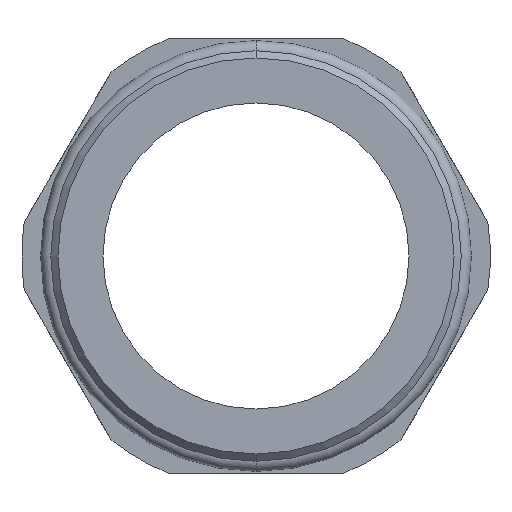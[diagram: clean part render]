
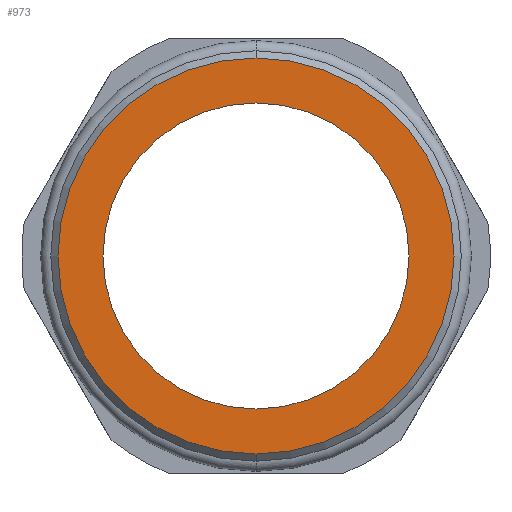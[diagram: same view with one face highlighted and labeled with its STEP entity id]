
A CAD part, front view. The second image highlights one B-rep face of the part: STEP entity #973.
In plain terms, the highlighted planar face has unit normal (0, -1, 0).
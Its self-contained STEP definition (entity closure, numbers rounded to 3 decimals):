
#72 = EDGE_LOOP ( 'NONE', ( #343, #345 ) ) ;
#73 = EDGE_LOOP ( 'NONE', ( #342, #347 ) ) ;
#249 = EDGE_CURVE ( 'NONE', #402, #401, #496, .T. ) ;
#253 = EDGE_CURVE ( 'NONE', #362, #404, #498, .T. ) ;
#269 = CARTESIAN_POINT ( 'NONE',  ( 0., -11., 0. ) ) ;
#270 = DIRECTION ( 'NONE',  ( 0., -1., 0. ) ) ;
#271 = DIRECTION ( 'NONE',  ( 0., 0., -1. ) ) ;
#272 = CARTESIAN_POINT ( 'NONE',  ( 0., -11., 0. ) ) ;
#273 = DIRECTION ( 'NONE',  ( 0., 1., 0. ) ) ;
#274 = DIRECTION ( 'NONE',  ( 0., 0., 1. ) ) ;
#325 = PLANE ( 'NONE',  #616 ) ;
#326 = CARTESIAN_POINT ( 'NONE',  ( -14.15, -11., 0. ) ) ;
#327 = DIRECTION ( 'NONE',  ( 0., -1., 0. ) ) ;
#328 = DIRECTION ( 'NONE',  ( 0., 0., -1. ) ) ;
#342 = ORIENTED_EDGE ( 'NONE', *, *, #956, .T. ) ;
#343 = ORIENTED_EDGE ( 'NONE', *, *, #955, .T. ) ;
#345 = ORIENTED_EDGE ( 'NONE', *, *, #249, .T. ) ;
#347 = ORIENTED_EDGE ( 'NONE', *, *, #253, .T. ) ;
#362 = VERTEX_POINT ( 'NONE', #548 ) ;
#401 = VERTEX_POINT ( 'NONE', #593 ) ;
#402 = VERTEX_POINT ( 'NONE', #594 ) ;
#404 = VERTEX_POINT ( 'NONE', #596 ) ;
#457 = CARTESIAN_POINT ( 'NONE',  ( 0., -11., 0. ) ) ;
#461 = DIRECTION ( 'NONE',  ( 0., -1., 0. ) ) ;
#462 = DIRECTION ( 'NONE',  ( 0., 0., -1. ) ) ;
#466 = CARTESIAN_POINT ( 'NONE',  ( 0., -11., 0. ) ) ;
#473 = DIRECTION ( 'NONE',  ( 0., 1., 0. ) ) ;
#474 = DIRECTION ( 'NONE',  ( 0., 0., 1. ) ) ;
#496 = CIRCLE ( 'NONE', #693, 13.65 ) ;
#498 = CIRCLE ( 'NONE', #686, 10.55 ) ;
#503 = CIRCLE ( 'NONE', #674, 13.65 ) ;
#504 = CIRCLE ( 'NONE', #681, 10.55 ) ;
#548 = CARTESIAN_POINT ( 'NONE',  ( 0., -11., -10.55 ) ) ;
#593 = CARTESIAN_POINT ( 'NONE',  ( 0., -11., 13.65 ) ) ;
#594 = CARTESIAN_POINT ( 'NONE',  ( 0., -11., -13.65 ) ) ;
#596 = CARTESIAN_POINT ( 'NONE',  ( 0., -11., 10.55 ) ) ;
#616 = AXIS2_PLACEMENT_3D ( 'NONE', #326, #327, #328 ) ;
#618 = FACE_BOUND ( 'NONE', #73, .T. ) ;
#623 = FACE_OUTER_BOUND ( 'NONE', #72, .T. ) ;
#674 = AXIS2_PLACEMENT_3D ( 'NONE', #269, #270, #271 ) ;
#681 = AXIS2_PLACEMENT_3D ( 'NONE', #272, #273, #274 ) ;
#686 = AXIS2_PLACEMENT_3D ( 'NONE', #466, #473, #474 ) ;
#693 = AXIS2_PLACEMENT_3D ( 'NONE', #457, #461, #462 ) ;
#955 = EDGE_CURVE ( 'NONE', #401, #402, #503, .T. ) ;
#956 = EDGE_CURVE ( 'NONE', #404, #362, #504, .T. ) ;
#973 = ADVANCED_FACE ( 'NONE', ( #623, #618 ), #325, .T. ) ;
